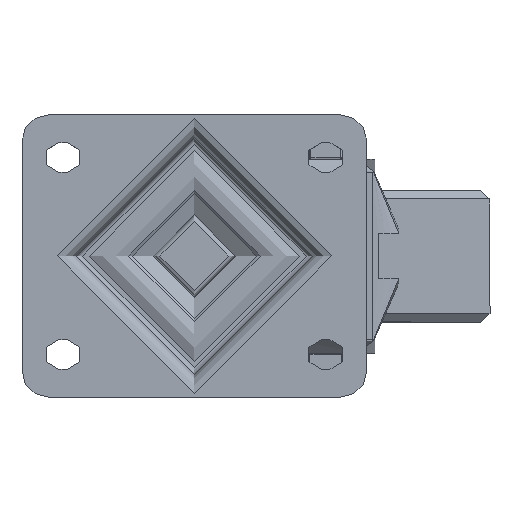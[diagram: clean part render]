
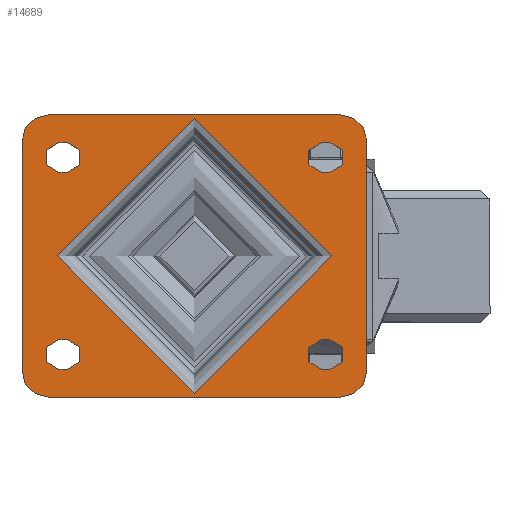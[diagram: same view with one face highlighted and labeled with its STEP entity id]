
A CAD part, top view. The second image highlights one B-rep face of the part: STEP entity #14689.
In plain terms, the highlighted planar face has unit normal (0, 0, 1).
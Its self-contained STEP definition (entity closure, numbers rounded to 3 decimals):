
#1083=FACE_BOUND('',#2540,.T.);
#1084=FACE_BOUND('',#2541,.T.);
#1085=FACE_BOUND('',#2542,.T.);
#1086=FACE_BOUND('',#2543,.T.);
#1087=FACE_BOUND('',#2544,.T.);
#1192=PLANE('',#15800);
#1679=FACE_OUTER_BOUND('',#2539,.T.);
#2539=EDGE_LOOP('',(#10153,#10154,#10155,#10156,#10157,#10158,#10159,#10160));
#2540=EDGE_LOOP('',(#10161));
#2541=EDGE_LOOP('',(#10162,#10163,#10164,#10165));
#2542=EDGE_LOOP('',(#10166,#10167,#10168,#10169));
#2543=EDGE_LOOP('',(#10170,#10171,#10172,#10173));
#2544=EDGE_LOOP('',(#10174,#10175,#10176,#10177));
#3529=LINE('',#20726,#4701);
#3531=LINE('',#20729,#4703);
#3532=LINE('',#20730,#4704);
#3533=LINE('',#20731,#4705);
#3534=LINE('',#20732,#4706);
#3535=LINE('',#20733,#4707);
#3536=LINE('',#20734,#4708);
#3537=LINE('',#20735,#4709);
#3538=LINE('',#20736,#4710);
#3539=LINE('',#20737,#4711);
#3540=LINE('',#20738,#4712);
#3541=LINE('',#20739,#4713);
#4701=VECTOR('',#17171,1000.);
#4703=VECTOR('',#17175,1000.);
#4704=VECTOR('',#17176,1000.);
#4705=VECTOR('',#17177,1000.);
#4706=VECTOR('',#17178,1000.);
#4707=VECTOR('',#17179,1000.);
#4708=VECTOR('',#17180,1000.);
#4709=VECTOR('',#17181,1000.);
#4710=VECTOR('',#17182,1000.);
#4711=VECTOR('',#17183,1000.);
#4712=VECTOR('',#17184,1000.);
#4713=VECTOR('',#17185,1000.);
#5817=CIRCLE('',#15702,4.5);
#5818=CIRCLE('',#15704,4.5);
#5821=CIRCLE('',#15708,4.5);
#5822=CIRCLE('',#15710,4.5);
#5825=CIRCLE('',#15714,4.5);
#5826=CIRCLE('',#15716,4.5);
#5829=CIRCLE('',#15720,4.5);
#5830=CIRCLE('',#15722,4.5);
#5832=CIRCLE('',#15725,41.75);
#5845=CIRCLE('',#15745,8.);
#5847=CIRCLE('',#15748,8.);
#5849=CIRCLE('',#15751,8.);
#5851=CIRCLE('',#15754,8.);
#6265=VERTEX_POINT('',#20457);
#6266=VERTEX_POINT('',#20459);
#6267=VERTEX_POINT('',#20463);
#6268=VERTEX_POINT('',#20464);
#6273=VERTEX_POINT('',#20475);
#6274=VERTEX_POINT('',#20477);
#6275=VERTEX_POINT('',#20481);
#6276=VERTEX_POINT('',#20482);
#6281=VERTEX_POINT('',#20493);
#6282=VERTEX_POINT('',#20495);
#6283=VERTEX_POINT('',#20499);
#6284=VERTEX_POINT('',#20500);
#6289=VERTEX_POINT('',#20511);
#6290=VERTEX_POINT('',#20513);
#6291=VERTEX_POINT('',#20517);
#6292=VERTEX_POINT('',#20518);
#6295=VERTEX_POINT('',#20526);
#6304=VERTEX_POINT('',#20558);
#6305=VERTEX_POINT('',#20559);
#6308=VERTEX_POINT('',#20567);
#6309=VERTEX_POINT('',#20568);
#6312=VERTEX_POINT('',#20576);
#6313=VERTEX_POINT('',#20577);
#6316=VERTEX_POINT('',#20585);
#6317=VERTEX_POINT('',#20586);
#7733=EDGE_CURVE('',#6266,#6265,#5817,.T.);
#7735=EDGE_CURVE('',#6267,#6268,#5818,.T.);
#7741=EDGE_CURVE('',#6274,#6273,#5821,.T.);
#7743=EDGE_CURVE('',#6275,#6276,#5822,.T.);
#7749=EDGE_CURVE('',#6282,#6281,#5825,.T.);
#7751=EDGE_CURVE('',#6283,#6284,#5826,.T.);
#7757=EDGE_CURVE('',#6290,#6289,#5829,.T.);
#7759=EDGE_CURVE('',#6291,#6292,#5830,.T.);
#7763=EDGE_CURVE('',#6295,#6295,#5832,.T.);
#7779=EDGE_CURVE('',#6304,#6305,#5845,.T.);
#7783=EDGE_CURVE('',#6308,#6309,#5847,.T.);
#7787=EDGE_CURVE('',#6312,#6313,#5849,.T.);
#7791=EDGE_CURVE('',#6316,#6317,#5851,.T.);
#7863=EDGE_CURVE('',#6317,#6304,#3529,.T.);
#7865=EDGE_CURVE('',#6313,#6316,#3531,.T.);
#7866=EDGE_CURVE('',#6309,#6312,#3532,.T.);
#7867=EDGE_CURVE('',#6305,#6308,#3533,.T.);
#7868=EDGE_CURVE('',#6265,#6267,#3534,.T.);
#7869=EDGE_CURVE('',#6268,#6266,#3535,.T.);
#7870=EDGE_CURVE('',#6273,#6275,#3536,.T.);
#7871=EDGE_CURVE('',#6276,#6274,#3537,.T.);
#7872=EDGE_CURVE('',#6281,#6283,#3538,.T.);
#7873=EDGE_CURVE('',#6284,#6282,#3539,.T.);
#7874=EDGE_CURVE('',#6289,#6291,#3540,.T.);
#7875=EDGE_CURVE('',#6292,#6290,#3541,.T.);
#10153=ORIENTED_EDGE('',*,*,#7791,.F.);
#10154=ORIENTED_EDGE('',*,*,#7865,.F.);
#10155=ORIENTED_EDGE('',*,*,#7787,.F.);
#10156=ORIENTED_EDGE('',*,*,#7866,.F.);
#10157=ORIENTED_EDGE('',*,*,#7783,.F.);
#10158=ORIENTED_EDGE('',*,*,#7867,.F.);
#10159=ORIENTED_EDGE('',*,*,#7779,.F.);
#10160=ORIENTED_EDGE('',*,*,#7863,.F.);
#10161=ORIENTED_EDGE('',*,*,#7763,.F.);
#10162=ORIENTED_EDGE('',*,*,#7868,.T.);
#10163=ORIENTED_EDGE('',*,*,#7735,.T.);
#10164=ORIENTED_EDGE('',*,*,#7869,.T.);
#10165=ORIENTED_EDGE('',*,*,#7733,.T.);
#10166=ORIENTED_EDGE('',*,*,#7870,.T.);
#10167=ORIENTED_EDGE('',*,*,#7743,.T.);
#10168=ORIENTED_EDGE('',*,*,#7871,.T.);
#10169=ORIENTED_EDGE('',*,*,#7741,.T.);
#10170=ORIENTED_EDGE('',*,*,#7872,.T.);
#10171=ORIENTED_EDGE('',*,*,#7751,.T.);
#10172=ORIENTED_EDGE('',*,*,#7873,.T.);
#10173=ORIENTED_EDGE('',*,*,#7749,.T.);
#10174=ORIENTED_EDGE('',*,*,#7874,.T.);
#10175=ORIENTED_EDGE('',*,*,#7759,.T.);
#10176=ORIENTED_EDGE('',*,*,#7875,.T.);
#10177=ORIENTED_EDGE('',*,*,#7757,.T.);
#14689=ADVANCED_FACE('',(#1679,#1083,#1084,#1085,#1086,#1087),#1192,.T.);
#15702=AXIS2_PLACEMENT_3D('',#20460,#16913,#16914);
#15704=AXIS2_PLACEMENT_3D('',#20465,#16918,#16919);
#15708=AXIS2_PLACEMENT_3D('',#20478,#16929,#16930);
#15710=AXIS2_PLACEMENT_3D('',#20483,#16934,#16935);
#15714=AXIS2_PLACEMENT_3D('',#20496,#16945,#16946);
#15716=AXIS2_PLACEMENT_3D('',#20501,#16950,#16951);
#15720=AXIS2_PLACEMENT_3D('',#20514,#16961,#16962);
#15722=AXIS2_PLACEMENT_3D('',#20519,#16966,#16967);
#15725=AXIS2_PLACEMENT_3D('',#20527,#16974,#16975);
#15745=AXIS2_PLACEMENT_3D('',#20560,#17017,#17018);
#15748=AXIS2_PLACEMENT_3D('',#20569,#17025,#17026);
#15751=AXIS2_PLACEMENT_3D('',#20578,#17033,#17034);
#15754=AXIS2_PLACEMENT_3D('',#20587,#17041,#17042);
#15800=AXIS2_PLACEMENT_3D('',#20728,#17173,#17174);
#16913=DIRECTION('center_axis',(0.,0.,-1.));
#16914=DIRECTION('ref_axis',(-1.,0.,0.));
#16918=DIRECTION('center_axis',(0.,0.,-1.));
#16919=DIRECTION('ref_axis',(-1.,0.,0.));
#16929=DIRECTION('center_axis',(0.,0.,-1.));
#16930=DIRECTION('ref_axis',(-1.,0.,0.));
#16934=DIRECTION('center_axis',(0.,0.,-1.));
#16935=DIRECTION('ref_axis',(-1.,0.,0.));
#16945=DIRECTION('center_axis',(0.,0.,-1.));
#16946=DIRECTION('ref_axis',(1.,0.,0.));
#16950=DIRECTION('center_axis',(0.,0.,-1.));
#16951=DIRECTION('ref_axis',(1.,0.,0.));
#16961=DIRECTION('center_axis',(0.,0.,-1.));
#16962=DIRECTION('ref_axis',(1.,0.,0.));
#16966=DIRECTION('center_axis',(0.,0.,-1.));
#16967=DIRECTION('ref_axis',(1.,0.,0.));
#16974=DIRECTION('center_axis',(0.,0.,1.));
#16975=DIRECTION('ref_axis',(1.,0.,0.));
#17017=DIRECTION('center_axis',(0.,0.,-1.));
#17018=DIRECTION('ref_axis',(-0.707,0.707,0.));
#17025=DIRECTION('center_axis',(0.,0.,-1.));
#17026=DIRECTION('ref_axis',(0.707,0.707,0.));
#17033=DIRECTION('center_axis',(0.,0.,-1.));
#17034=DIRECTION('ref_axis',(0.707,-0.707,0.));
#17041=DIRECTION('center_axis',(0.,0.,-1.));
#17042=DIRECTION('ref_axis',(-0.707,-0.707,0.));
#17171=DIRECTION('',(0.,1.,0.));
#17173=DIRECTION('center_axis',(0.,0.,1.));
#17174=DIRECTION('ref_axis',(1.,0.,0.));
#17175=DIRECTION('',(-1.,0.,0.));
#17176=DIRECTION('',(0.,-1.,0.));
#17177=DIRECTION('',(1.,0.,0.));
#17178=DIRECTION('',(-1.,0.,0.));
#17179=DIRECTION('',(1.,0.,0.));
#17180=DIRECTION('',(-1.,0.,0.));
#17181=DIRECTION('',(1.,0.,0.));
#17182=DIRECTION('',(1.,0.,0.));
#17183=DIRECTION('',(-1.,0.,0.));
#17184=DIRECTION('',(1.,0.,0.));
#17185=DIRECTION('',(-1.,0.,0.));
#20457=CARTESIAN_POINT('',(41.25,-34.5,0.));
#20459=CARTESIAN_POINT('',(41.25,-25.5,0.));
#20460=CARTESIAN_POINT('Origin',(41.25,-30.,0.));
#20463=CARTESIAN_POINT('',(38.75,-34.5,0.));
#20464=CARTESIAN_POINT('',(38.75,-25.5,0.));
#20465=CARTESIAN_POINT('Origin',(38.75,-30.,0.));
#20475=CARTESIAN_POINT('',(41.25,25.5,0.));
#20477=CARTESIAN_POINT('',(41.25,34.5,0.));
#20478=CARTESIAN_POINT('Origin',(41.25,30.,0.));
#20481=CARTESIAN_POINT('',(38.75,25.5,0.));
#20482=CARTESIAN_POINT('',(38.75,34.5,0.));
#20483=CARTESIAN_POINT('Origin',(38.75,30.,0.));
#20493=CARTESIAN_POINT('',(-41.25,-25.5,0.));
#20495=CARTESIAN_POINT('',(-41.25,-34.5,0.));
#20496=CARTESIAN_POINT('Origin',(-41.25,-30.,0.));
#20499=CARTESIAN_POINT('',(-38.75,-25.5,0.));
#20500=CARTESIAN_POINT('',(-38.75,-34.5,0.));
#20501=CARTESIAN_POINT('Origin',(-38.75,-30.,0.));
#20511=CARTESIAN_POINT('',(-41.25,34.5,0.));
#20513=CARTESIAN_POINT('',(-41.25,25.5,0.));
#20514=CARTESIAN_POINT('Origin',(-41.25,30.,0.));
#20517=CARTESIAN_POINT('',(-38.75,34.5,0.));
#20518=CARTESIAN_POINT('',(-38.75,25.5,0.));
#20519=CARTESIAN_POINT('Origin',(-38.75,30.,0.));
#20526=CARTESIAN_POINT('',(41.75,0.,0.));
#20527=CARTESIAN_POINT('Origin',(0.,0.,0.));
#20558=CARTESIAN_POINT('',(-52.5,35.,0.));
#20559=CARTESIAN_POINT('',(-44.5,43.,0.));
#20560=CARTESIAN_POINT('Origin',(-44.5,35.,0.));
#20567=CARTESIAN_POINT('',(44.5,43.,0.));
#20568=CARTESIAN_POINT('',(52.5,35.,0.));
#20569=CARTESIAN_POINT('Origin',(44.5,35.,0.));
#20576=CARTESIAN_POINT('',(52.5,-35.,0.));
#20577=CARTESIAN_POINT('',(44.5,-43.,0.));
#20578=CARTESIAN_POINT('Origin',(44.5,-35.,0.));
#20585=CARTESIAN_POINT('',(-44.5,-43.,0.));
#20586=CARTESIAN_POINT('',(-52.5,-35.,0.));
#20587=CARTESIAN_POINT('Origin',(-44.5,-35.,0.));
#20726=CARTESIAN_POINT('',(-52.5,-43.,0.));
#20728=CARTESIAN_POINT('Origin',(0.,0.,0.));
#20729=CARTESIAN_POINT('',(52.5,-43.,0.));
#20730=CARTESIAN_POINT('',(52.5,43.,0.));
#20731=CARTESIAN_POINT('',(-52.5,43.,0.));
#20732=CARTESIAN_POINT('',(41.25,-34.5,0.));
#20733=CARTESIAN_POINT('',(41.25,-25.5,0.));
#20734=CARTESIAN_POINT('',(41.25,25.5,0.));
#20735=CARTESIAN_POINT('',(41.25,34.5,0.));
#20736=CARTESIAN_POINT('',(-41.25,-25.5,0.));
#20737=CARTESIAN_POINT('',(-41.25,-34.5,0.));
#20738=CARTESIAN_POINT('',(-41.25,34.5,0.));
#20739=CARTESIAN_POINT('',(-41.25,25.5,0.));
